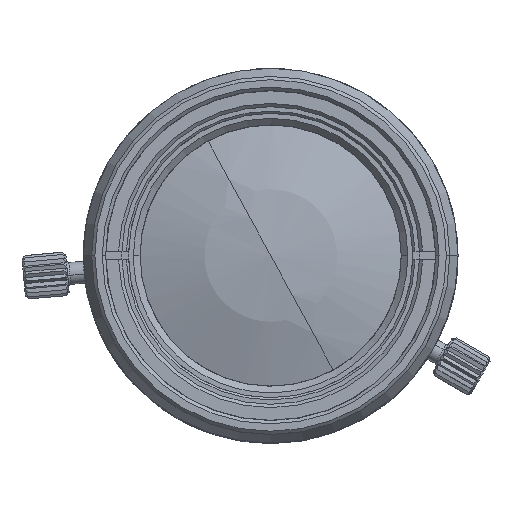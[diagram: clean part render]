
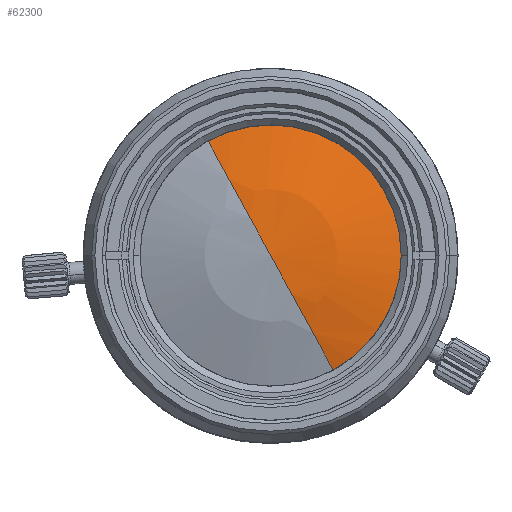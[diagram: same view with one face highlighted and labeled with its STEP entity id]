
A CAD part, top view. The second image highlights one B-rep face of the part: STEP entity #62300.
In plain terms, the highlighted spherical face has radius 34.8 mm.
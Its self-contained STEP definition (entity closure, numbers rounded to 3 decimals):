
#61902=CARTESIAN_POINT('Vertex',(-5.681,10.399,60.933)) ;
#61909=CARTESIAN_POINT('Vertex',(11.85,0.,60.933)) ;
#61925=CARTESIAN_POINT('Axis2P3D Location',(0.,0.,60.933)) ;
#61929=CARTESIAN_POINT('Vertex',(5.681,-10.399,60.933)) ;
#62272=CARTESIAN_POINT('Axis2P3D Location',(0.,0.,28.213)) ;
#62277=CARTESIAN_POINT('Axis2P3D Location',(0.,0.,28.213)) ;
#62281=CARTESIAN_POINT('Vertex',(0.,0.,63.013)) ;
#62284=CARTESIAN_POINT('Axis2P3D Location',(0.,0.,28.213)) ;
#62289=CARTESIAN_POINT('Axis2P3D Location',(0.,0.,60.933)) ;
#61926=DIRECTION('Axis2P3D Direction',(0.,0.,1.)) ;
#62273=DIRECTION('Axis2P3D Direction',(0.,0.,1.)) ;
#62274=DIRECTION('Axis2P3D XDirection',(-0.479,0.878,0.)) ;
#62278=DIRECTION('Axis2P3D Direction',(0.878,0.479,-0.)) ;
#62285=DIRECTION('Axis2P3D Direction',(-0.878,-0.479,0.)) ;
#62290=DIRECTION('Axis2P3D Direction',(0.,0.,1.)) ;
#61927=AXIS2_PLACEMENT_3D('Circle Axis2P3D',#61925,#61926,$) ;
#62275=AXIS2_PLACEMENT_3D('Sphere Axis2P3D',#62272,#62273,#62274) ;
#62279=AXIS2_PLACEMENT_3D('Circle Axis2P3D',#62277,#62278,$) ;
#62286=AXIS2_PLACEMENT_3D('Circle Axis2P3D',#62284,#62285,$) ;
#62291=AXIS2_PLACEMENT_3D('Circle Axis2P3D',#62289,#62290,$) ;
#62295=ORIENTED_EDGE('',*,*,#62283,.T.) ;
#62296=ORIENTED_EDGE('',*,*,#62288,.F.) ;
#62297=ORIENTED_EDGE('',*,*,#61931,.T.) ;
#62298=ORIENTED_EDGE('',*,*,#62293,.T.) ;
#62300=ADVANCED_FACE('\X2\FF8AFF9FFF70FF82\X0\ \X2\FF8EFF9EFF83FF9EFF68FF70\X0\',(#62299),#62276,.T.) ;
#61928=CIRCLE('generated circle',#61927,11.85) ;
#62280=CIRCLE('generated circle',#62279,34.8) ;
#62287=CIRCLE('generated circle',#62286,34.8) ;
#62292=CIRCLE('generated circle',#62291,11.85) ;
#61931=EDGE_CURVE('',#61930,#61910,#61928,.T.) ;
#62283=EDGE_CURVE('',#61903,#62282,#62280,.T.) ;
#62288=EDGE_CURVE('',#61930,#62282,#62287,.T.) ;
#62293=EDGE_CURVE('',#61910,#61903,#62292,.T.) ;
#62294=EDGE_LOOP('',(#62295,#62296,#62297,#62298)) ;
#62299=FACE_OUTER_BOUND('',#62294,.T.) ;
#62276=SPHERICAL_SURFACE('',#62275,34.8) ;
#61903=VERTEX_POINT('',#61902) ;
#61910=VERTEX_POINT('',#61909) ;
#61930=VERTEX_POINT('',#61929) ;
#62282=VERTEX_POINT('',#62281) ;
